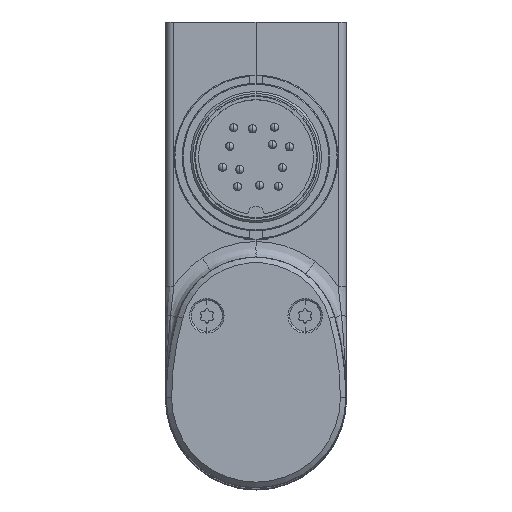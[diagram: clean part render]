
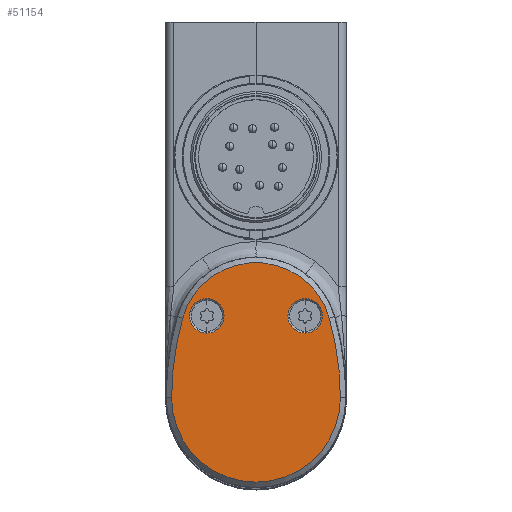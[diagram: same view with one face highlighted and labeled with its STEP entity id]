
A CAD part, top view. The second image highlights one B-rep face of the part: STEP entity #51154.
In plain terms, the highlighted planar face has unit normal (0, 0, 1).
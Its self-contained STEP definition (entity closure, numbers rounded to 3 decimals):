
#49627=CARTESIAN_POINT('',(-7.2,0.,0.));
#49628=DIRECTION('',(0.,0.,1.));
#49629=DIRECTION('',(-0.273,0.962,0.));
#49630=AXIS2_PLACEMENT_3D('',#49627,#49628,#49629);
#49635=CARTESIAN_POINT('',(0.,-25.42,0.));
#49636=DIRECTION('',(0.,0.,1.));
#49637=DIRECTION('',(0.,1.,0.));
#49638=AXIS2_PLACEMENT_3D('',#49635,#49636,#49637);
#49643=CARTESIAN_POINT('',(0.,0.,0.));
#49644=DIRECTION('',(0.,0.,1.));
#49645=DIRECTION('',(0.,-1.,0.));
#49646=AXIS2_PLACEMENT_3D('',#49643,#49644,#49645);
#49651=CARTESIAN_POINT('',(0.,25.42,0.));
#49652=DIRECTION('',(0.,0.,1.));
#49653=DIRECTION('',(-0.273,-0.962,0.));
#49654=AXIS2_PLACEMENT_3D('',#49651,#49652,#49653);
#49659=CARTESIAN_POINT('',(-10.,-6.,0.));
#49660=DIRECTION('',(0.,0.,-1.));
#49661=DIRECTION('',(1.,0.,0.));
#49662=AXIS2_PLACEMENT_3D('',#49659,#49660,#49661);
#49667=CARTESIAN_POINT('',(-10.,-6.,0.));
#49668=DIRECTION('',(0.,0.,-1.));
#49669=DIRECTION('',(-1.,0.,0.));
#49670=AXIS2_PLACEMENT_3D('',#49667,#49668,#49669);
#49675=CARTESIAN_POINT('',(-10.,6.,0.));
#49676=DIRECTION('',(0.,0.,1.));
#49677=DIRECTION('',(1.,0.,0.));
#49678=AXIS2_PLACEMENT_3D('',#49675,#49676,#49677);
#49683=CARTESIAN_POINT('',(-10.,6.,0.));
#49684=DIRECTION('',(0.,0.,1.));
#49685=DIRECTION('',(-1.,0.,0.));
#49686=AXIS2_PLACEMENT_3D('',#49683,#49684,#49685);
#50955=CARTESIAN_POINT('',(-9.734,8.948,0.));
#50956=CARTESIAN_POINT('',(-9.734,-8.948,0.));
#50957=VERTEX_POINT('',#50955);
#50958=VERTEX_POINT('',#50956);
#50959=CARTESIAN_POINT('',(0.,-10.3,0.));
#50960=VERTEX_POINT('',#50959);
#50961=CARTESIAN_POINT('',(0.,10.3,0.));
#50962=VERTEX_POINT('',#50961);
#51079=CARTESIAN_POINT('',(-7.9,-6.,0.));
#51080=CARTESIAN_POINT('',(-12.1,-6.,0.));
#51081=VERTEX_POINT('',#51079);
#51082=VERTEX_POINT('',#51080);
#51083=CARTESIAN_POINT('',(-7.9,6.,0.));
#51084=CARTESIAN_POINT('',(-12.1,6.,0.));
#51085=VERTEX_POINT('',#51083);
#51086=VERTEX_POINT('',#51084);
#51127=CARTESIAN_POINT('',(0.,0.,0.));
#51128=DIRECTION('',(0.,0.,1.));
#51129=DIRECTION('',(1.,0.,0.));
#51130=AXIS2_PLACEMENT_3D('',#51127,#51128,#51129);
#51131=PLANE('',#51130);
#51133=ORIENTED_EDGE('',*,*,#51132,.F.);
#51135=ORIENTED_EDGE('',*,*,#51134,.F.);
#51137=ORIENTED_EDGE('',*,*,#51136,.F.);
#51139=ORIENTED_EDGE('',*,*,#51138,.F.);
#51140=EDGE_LOOP('',(#51133,#51135,#51137,#51139));
#51141=FACE_OUTER_BOUND('',#51140,.F.);
#51143=ORIENTED_EDGE('',*,*,#51142,.F.);
#51145=ORIENTED_EDGE('',*,*,#51144,.F.);
#51146=EDGE_LOOP('',(#51143,#51145));
#51147=FACE_BOUND('',#51146,.F.);
#51149=ORIENTED_EDGE('',*,*,#51148,.T.);
#51151=ORIENTED_EDGE('',*,*,#51150,.T.);
#51152=EDGE_LOOP('',(#51149,#51151));
#51153=FACE_BOUND('',#51152,.F.);
#51154=ADVANCED_FACE('',(#51141,#51147,#51153),#51131,.T.);
#49631=CIRCLE('',#49630,9.3);
#49639=CIRCLE('',#49638,35.72);
#49647=CIRCLE('',#49646,10.3);
#49655=CIRCLE('',#49654,35.72);
#49663=CIRCLE('',#49662,2.1);
#49671=CIRCLE('',#49670,2.1);
#49679=CIRCLE('',#49678,2.1);
#49687=CIRCLE('',#49686,2.1);
#51132=EDGE_CURVE('',#50957,#50958,#49631,.T.);
#51134=EDGE_CURVE('',#50962,#50957,#49639,.T.);
#51136=EDGE_CURVE('',#50960,#50962,#49647,.T.);
#51138=EDGE_CURVE('',#50958,#50960,#49655,.T.);
#51142=EDGE_CURVE('',#51081,#51082,#49663,.T.);
#51144=EDGE_CURVE('',#51082,#51081,#49671,.T.);
#51148=EDGE_CURVE('',#51085,#51086,#49679,.T.);
#51150=EDGE_CURVE('',#51086,#51085,#49687,.T.);
